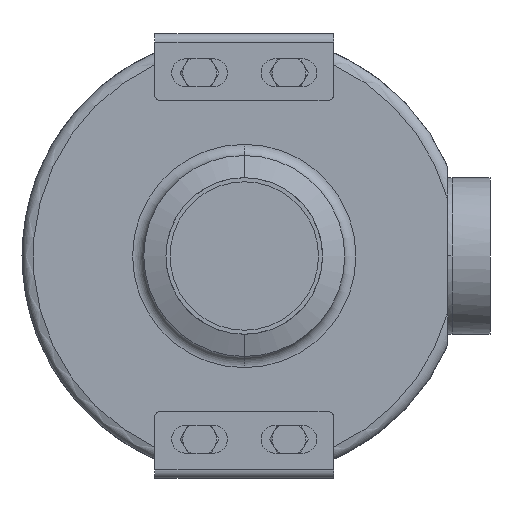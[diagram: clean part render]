
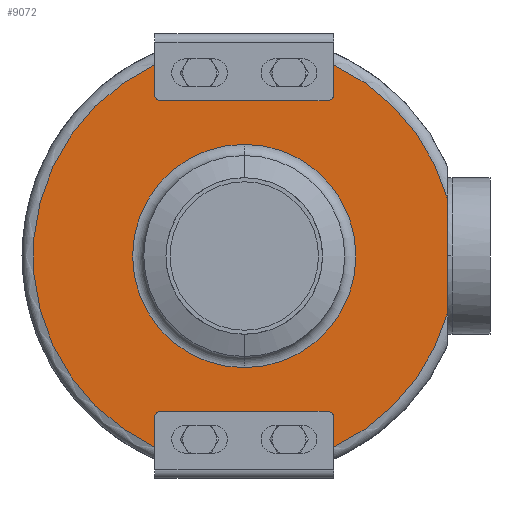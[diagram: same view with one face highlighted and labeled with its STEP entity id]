
A CAD part, front view. The second image highlights one B-rep face of the part: STEP entity #9072.
In plain terms, the highlighted planar face has unit normal (0, -1, 0).
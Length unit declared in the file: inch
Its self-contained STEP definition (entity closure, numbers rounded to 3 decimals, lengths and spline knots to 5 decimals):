
#97 = CARTESIAN_POINT ( 'NONE',  ( -2.5, -2.07, 0. ) ) ;
#115 = DIRECTION ( 'NONE',  ( 1., 0., 0. ) ) ;
#232 = VERTEX_POINT ( 'NONE', #1271 ) ;
#261 = DIRECTION ( 'NONE',  ( 0., 1., 0. ) ) ;
#293 = VERTEX_POINT ( 'NONE', #8382 ) ;
#364 = ORIENTED_EDGE ( 'NONE', *, *, #12276, .T. ) ;
#409 = DIRECTION ( 'NONE',  ( 0., 0., -1. ) ) ;
#413 = AXIS2_PLACEMENT_3D ( 'NONE', #8604, #5677, #2686 ) ;
#414 = EDGE_CURVE ( 'NONE', #4128, #4467, #1877, .T. ) ;
#417 = DIRECTION ( 'NONE',  ( 0., -1., 0. ) ) ;
#435 = CARTESIAN_POINT ( 'NONE',  ( 2., -2.07, 4.28084 ) ) ;
#548 = FACE_BOUND ( 'NONE', #6351, .T. ) ;
#634 = EDGE_LOOP ( 'NONE', ( #9371, #12332, #4017, #8802, #12407, #10802, #4204, #12156, #11396, #9871, #8596, #11505, #364, #9433 ) ) ;
#883 = VECTOR ( 'NONE', #115, 39.37008 ) ;
#927 = CARTESIAN_POINT ( 'NONE',  ( -2., -2.07, 3.47523 ) ) ;
#951 = VERTEX_POINT ( 'NONE', #10950 ) ;
#1005 = DIRECTION ( 'NONE',  ( 0., 1., 0. ) ) ;
#1132 = VECTOR ( 'NONE', #8245, 39.37008 ) ;
#1167 = CIRCLE ( 'NONE', #4375, 0.125 ) ;
#1262 = AXIS2_PLACEMENT_3D ( 'NONE', #12590, #3742, #8708 ) ;
#1271 = CARTESIAN_POINT ( 'NONE',  ( 4.55, -2.07, 1.27402 ) ) ;
#1678 = CARTESIAN_POINT ( 'NONE',  ( 0., -2.07, 0. ) ) ;
#1877 = LINE ( 'NONE', #5629, #3877 ) ;
#1909 = LINE ( 'NONE', #6822, #2666 ) ;
#2094 = AXIS2_PLACEMENT_3D ( 'NONE', #8797, #3835, #11694 ) ;
#2106 = AXIS2_PLACEMENT_3D ( 'NONE', #6438, #2552, #11368 ) ;
#2108 = CARTESIAN_POINT ( 'NONE',  ( -1.875, -2.07, 3.47523 ) ) ;
#2428 = CARTESIAN_POINT ( 'NONE',  ( 1.875, -2.07, 3.47523 ) ) ;
#2552 = DIRECTION ( 'NONE',  ( 0., -1., 0. ) ) ;
#2607 = VERTEX_POINT ( 'NONE', #6404 ) ;
#2666 = VECTOR ( 'NONE', #10783, 39.37008 ) ;
#2686 = DIRECTION ( 'NONE',  ( 0., 0., 1. ) ) ;
#2705 = CARTESIAN_POINT ( 'NONE',  ( 4.55, -2.07, -1.27402 ) ) ;
#3142 = VERTEX_POINT ( 'NONE', #435 ) ;
#3152 = LINE ( 'NONE', #7595, #6085 ) ;
#3194 = CARTESIAN_POINT ( 'NONE',  ( 4.55, -2.07, 0. ) ) ;
#3208 = CIRCLE ( 'NONE', #5423, 0.125 ) ;
#3305 = CIRCLE ( 'NONE', #2094, 0.125 ) ;
#3337 = EDGE_CURVE ( 'NONE', #7531, #6305, #3983, .T. ) ;
#3381 = CARTESIAN_POINT ( 'NONE',  ( 0., -2.07, 0. ) ) ;
#3428 = CIRCLE ( 'NONE', #1262, 0.125 ) ;
#3508 = AXIS2_PLACEMENT_3D ( 'NONE', #4377, #417, #7278 ) ;
#3616 = EDGE_CURVE ( 'NONE', #4804, #10860, #7526, .T. ) ;
#3742 = DIRECTION ( 'NONE',  ( 0., 1., 0. ) ) ;
#3748 = DIRECTION ( 'NONE',  ( 0., 0., 1. ) ) ;
#3835 = DIRECTION ( 'NONE',  ( 0., 1., 0. ) ) ;
#3877 = VECTOR ( 'NONE', #8513, 39.37008 ) ;
#3983 = LINE ( 'NONE', #927, #883 ) ;
#4017 = ORIENTED_EDGE ( 'NONE', *, *, #4239, .T. ) ;
#4028 = VERTEX_POINT ( 'NONE', #10008 ) ;
#4128 = VERTEX_POINT ( 'NONE', #10135 ) ;
#4204 = ORIENTED_EDGE ( 'NONE', *, *, #7131, .T. ) ;
#4221 = VERTEX_POINT ( 'NONE', #11375 ) ;
#4222 = CIRCLE ( 'NONE', #413, 2.5 ) ;
#4239 = EDGE_CURVE ( 'NONE', #4903, #4467, #3208, .T. ) ;
#4318 = DIRECTION ( 'NONE',  ( 0., 0., 1. ) ) ;
#4375 = AXIS2_PLACEMENT_3D ( 'NONE', #7252, #261, #6260 ) ;
#4377 = CARTESIAN_POINT ( 'NONE',  ( 0., -2.07, 0. ) ) ;
#4467 = VERTEX_POINT ( 'NONE', #8724 ) ;
#4804 = VERTEX_POINT ( 'NONE', #11556 ) ;
#4821 = DIRECTION ( 'NONE',  ( 0., 1., 0. ) ) ;
#4903 = VERTEX_POINT ( 'NONE', #7798 ) ;
#5014 = PLANE ( 'NONE',  #5288 ) ;
#5091 = DIRECTION ( 'NONE',  ( 0., 0., 1. ) ) ;
#5248 = DIRECTION ( 'NONE',  ( 0., 0., 1. ) ) ;
#5288 = AXIS2_PLACEMENT_3D ( 'NONE', #97, #1005, #5091 ) ;
#5423 = AXIS2_PLACEMENT_3D ( 'NONE', #8424, #7315, #409 ) ;
#5452 = CARTESIAN_POINT ( 'NONE',  ( -2., -2.07, 4.78773 ) ) ;
#5629 = CARTESIAN_POINT ( 'NONE',  ( 2., -2.07, -3.47549 ) ) ;
#5677 = DIRECTION ( 'NONE',  ( 0., 1., 0. ) ) ;
#5724 = EDGE_CURVE ( 'NONE', #4028, #293, #9475, .T. ) ;
#5978 = EDGE_CURVE ( 'NONE', #7289, #232, #10418, .T. ) ;
#6006 = CARTESIAN_POINT ( 'NONE',  ( -2., -2.07, -4.78799 ) ) ;
#6022 = AXIS2_PLACEMENT_3D ( 'NONE', #3381, #6313, #4318 ) ;
#6062 = EDGE_CURVE ( 'NONE', #293, #4028, #4222, .T. ) ;
#6085 = VECTOR ( 'NONE', #7637, 39.37008 ) ;
#6260 = DIRECTION ( 'NONE',  ( 0., 0., -1. ) ) ;
#6305 = VERTEX_POINT ( 'NONE', #2428 ) ;
#6313 = DIRECTION ( 'NONE',  ( 0., -1., 0. ) ) ;
#6347 = EDGE_CURVE ( 'NONE', #4804, #2607, #11454, .T. ) ;
#6351 = EDGE_LOOP ( 'NONE', ( #9053, #8674 ) ) ;
#6404 = CARTESIAN_POINT ( 'NONE',  ( -2., -2.07, 3.60023 ) ) ;
#6438 = CARTESIAN_POINT ( 'NONE',  ( 0., -2.07, 0. ) ) ;
#6443 = DIRECTION ( 'NONE',  ( 0., 0., -1. ) ) ;
#6822 = CARTESIAN_POINT ( 'NONE',  ( 2., -2.07, -4.78799 ) ) ;
#7131 = EDGE_CURVE ( 'NONE', #951, #7289, #10222, .T. ) ;
#7252 = CARTESIAN_POINT ( 'NONE',  ( 1.875, -2.07, -3.60049 ) ) ;
#7278 = DIRECTION ( 'NONE',  ( 0., 0., 1. ) ) ;
#7286 = CARTESIAN_POINT ( 'NONE',  ( 2., -2.07, 3.60023 ) ) ;
#7289 = VERTEX_POINT ( 'NONE', #2705 ) ;
#7315 = DIRECTION ( 'NONE',  ( 0., 1., 0. ) ) ;
#7526 = CIRCLE ( 'NONE', #3508, 4.725 ) ;
#7531 = VERTEX_POINT ( 'NONE', #2108 ) ;
#7595 = CARTESIAN_POINT ( 'NONE',  ( 2., -2.07, 4.78773 ) ) ;
#7637 = DIRECTION ( 'NONE',  ( 0., 0., -1. ) ) ;
#7791 = VECTOR ( 'NONE', #5248, 39.37008 ) ;
#7798 = CARTESIAN_POINT ( 'NONE',  ( -2., -2.07, -3.60049 ) ) ;
#8245 = DIRECTION ( 'NONE',  ( 0., 0., 1. ) ) ;
#8382 = CARTESIAN_POINT ( 'NONE',  ( 0., -2.07, 2.5 ) ) ;
#8424 = CARTESIAN_POINT ( 'NONE',  ( -1.875, -2.07, -3.60049 ) ) ;
#8513 = DIRECTION ( 'NONE',  ( -1., 0., 0. ) ) ;
#8596 = ORIENTED_EDGE ( 'NONE', *, *, #10796, .T. ) ;
#8604 = CARTESIAN_POINT ( 'NONE',  ( 0., -2.07, 0. ) ) ;
#8674 = ORIENTED_EDGE ( 'NONE', *, *, #5724, .T. ) ;
#8708 = DIRECTION ( 'NONE',  ( 0., 0., 1. ) ) ;
#8724 = CARTESIAN_POINT ( 'NONE',  ( -1.875, -2.07, -3.47549 ) ) ;
#8797 = CARTESIAN_POINT ( 'NONE',  ( 1.875, -2.07, 3.60023 ) ) ;
#8802 = ORIENTED_EDGE ( 'NONE', *, *, #414, .F. ) ;
#9053 = ORIENTED_EDGE ( 'NONE', *, *, #6062, .T. ) ;
#9072 = ADVANCED_FACE ( 'NONE', ( #10740, #548 ), #5014, .F. ) ;
#9300 = LINE ( 'NONE', #6006, #1132 ) ;
#9371 = ORIENTED_EDGE ( 'NONE', *, *, #3616, .T. ) ;
#9391 = EDGE_CURVE ( 'NONE', #4128, #4221, #1167, .T. ) ;
#9433 = ORIENTED_EDGE ( 'NONE', *, *, #6347, .F. ) ;
#9475 = CIRCLE ( 'NONE', #12509, 2.5 ) ;
#9760 = CIRCLE ( 'NONE', #6022, 4.725 ) ;
#9871 = ORIENTED_EDGE ( 'NONE', *, *, #10636, .T. ) ;
#10008 = CARTESIAN_POINT ( 'NONE',  ( 0., -2.07, -2.5 ) ) ;
#10135 = CARTESIAN_POINT ( 'NONE',  ( 1.875, -2.07, -3.47549 ) ) ;
#10222 = CIRCLE ( 'NONE', #2106, 4.725 ) ;
#10418 = LINE ( 'NONE', #3194, #7791 ) ;
#10565 = EDGE_CURVE ( 'NONE', #232, #3142, #9760, .T. ) ;
#10636 = EDGE_CURVE ( 'NONE', #3142, #11721, #3152, .T. ) ;
#10740 = FACE_OUTER_BOUND ( 'NONE', #634, .T. ) ;
#10783 = DIRECTION ( 'NONE',  ( 0., 0., 1. ) ) ;
#10796 = EDGE_CURVE ( 'NONE', #11721, #6305, #3305, .T. ) ;
#10802 = ORIENTED_EDGE ( 'NONE', *, *, #11534, .F. ) ;
#10860 = VERTEX_POINT ( 'NONE', #11959 ) ;
#10950 = CARTESIAN_POINT ( 'NONE',  ( 2., -2.07, -4.28084 ) ) ;
#11023 = VECTOR ( 'NONE', #6443, 39.37008 ) ;
#11130 = EDGE_CURVE ( 'NONE', #10860, #4903, #9300, .T. ) ;
#11368 = DIRECTION ( 'NONE',  ( 0., 0., 1. ) ) ;
#11375 = CARTESIAN_POINT ( 'NONE',  ( 2., -2.07, -3.60049 ) ) ;
#11396 = ORIENTED_EDGE ( 'NONE', *, *, #10565, .T. ) ;
#11454 = LINE ( 'NONE', #5452, #11023 ) ;
#11505 = ORIENTED_EDGE ( 'NONE', *, *, #3337, .F. ) ;
#11534 = EDGE_CURVE ( 'NONE', #951, #4221, #1909, .T. ) ;
#11556 = CARTESIAN_POINT ( 'NONE',  ( -2., -2.07, 4.28084 ) ) ;
#11694 = DIRECTION ( 'NONE',  ( 0., 0., 1. ) ) ;
#11721 = VERTEX_POINT ( 'NONE', #7286 ) ;
#11959 = CARTESIAN_POINT ( 'NONE',  ( -2., -2.07, -4.28084 ) ) ;
#12156 = ORIENTED_EDGE ( 'NONE', *, *, #5978, .T. ) ;
#12276 = EDGE_CURVE ( 'NONE', #7531, #2607, #3428, .T. ) ;
#12332 = ORIENTED_EDGE ( 'NONE', *, *, #11130, .T. ) ;
#12407 = ORIENTED_EDGE ( 'NONE', *, *, #9391, .T. ) ;
#12509 = AXIS2_PLACEMENT_3D ( 'NONE', #1678, #4821, #3748 ) ;
#12590 = CARTESIAN_POINT ( 'NONE',  ( -1.875, -2.07, 3.60023 ) ) ;
